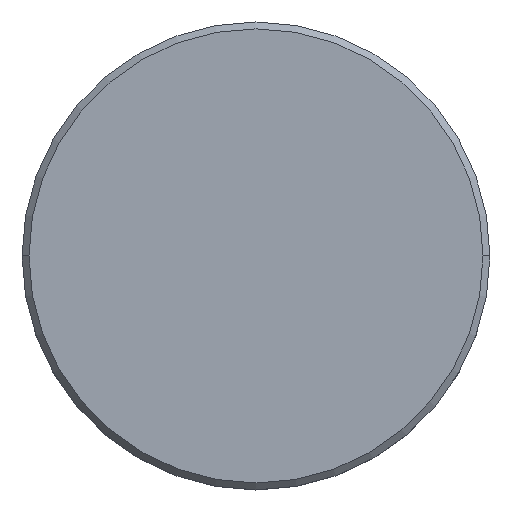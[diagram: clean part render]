
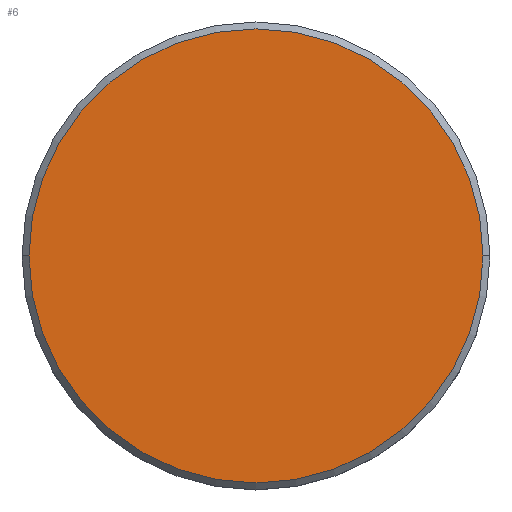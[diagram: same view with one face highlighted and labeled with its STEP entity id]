
A CAD part, top view. The second image highlights one B-rep face of the part: STEP entity #6.
In plain terms, the highlighted planar face has unit normal (0, 0, 1).
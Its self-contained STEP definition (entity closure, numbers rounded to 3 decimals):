
#6 = ADVANCED_FACE ( 'NONE', ( #754 ), #485, .T. ) ;
#94 = CARTESIAN_POINT ( 'NONE',  ( 0., 0., 0. ) ) ;
#105 = DIRECTION ( 'NONE',  ( 1., 0., 0. ) ) ;
#129 = AXIS2_PLACEMENT_3D ( 'NONE', #776, #1058, #1130 ) ;
#251 = ORIENTED_EDGE ( 'NONE', *, *, #465, .T. ) ;
#289 = VERTEX_POINT ( 'NONE', #991 ) ;
#392 = DIRECTION ( 'NONE',  ( 1., 0., 0. ) ) ;
#459 = DIRECTION ( 'NONE',  ( 0., 0., 1. ) ) ;
#463 = ORIENTED_EDGE ( 'NONE', *, *, #1085, .T. ) ;
#465 = EDGE_CURVE ( 'NONE', #289, #779, #941, .T. ) ;
#485 = PLANE ( 'NONE',  #749 ) ;
#749 = AXIS2_PLACEMENT_3D ( 'NONE', #926, #1015, #392 ) ;
#754 = FACE_OUTER_BOUND ( 'NONE', #1049, .T. ) ;
#776 = CARTESIAN_POINT ( 'NONE',  ( 0., 0., 0. ) ) ;
#779 = VERTEX_POINT ( 'NONE', #980 ) ;
#904 = AXIS2_PLACEMENT_3D ( 'NONE', #94, #459, #105 ) ;
#926 = CARTESIAN_POINT ( 'NONE',  ( 0., 0., 0. ) ) ;
#938 = CIRCLE ( 'NONE', #129, 16.5 ) ;
#941 = CIRCLE ( 'NONE', #904, 16.5 ) ;
#980 = CARTESIAN_POINT ( 'NONE',  ( -16.5, 0., 0. ) ) ;
#991 = CARTESIAN_POINT ( 'NONE',  ( 16.5, 0., 0. ) ) ;
#1015 = DIRECTION ( 'NONE',  ( 0., 0., 1. ) ) ;
#1049 = EDGE_LOOP ( 'NONE', ( #463, #251 ) ) ;
#1058 = DIRECTION ( 'NONE',  ( 0., 0., 1. ) ) ;
#1085 = EDGE_CURVE ( 'NONE', #779, #289, #938, .T. ) ;
#1130 = DIRECTION ( 'NONE',  ( 1., 0., 0. ) ) ;
